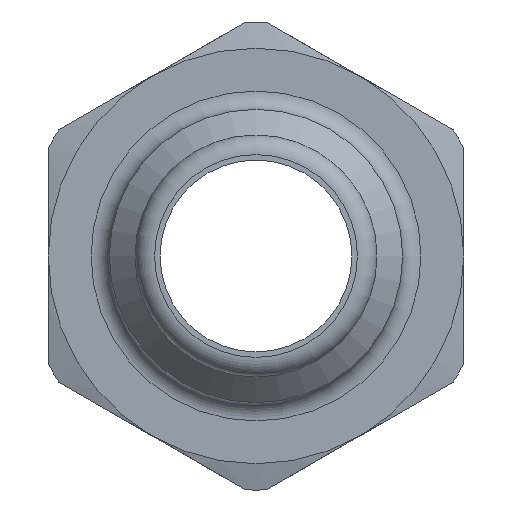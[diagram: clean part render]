
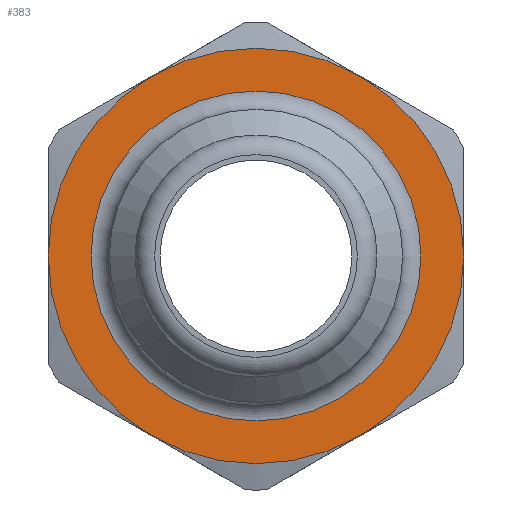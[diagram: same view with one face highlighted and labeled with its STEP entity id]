
A CAD part, left-side view. The second image highlights one B-rep face of the part: STEP entity #383.
In plain terms, the highlighted planar face has unit normal (-1, 0, 0).
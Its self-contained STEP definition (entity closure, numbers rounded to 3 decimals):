
#287=CARTESIAN_POINT('',(20.0,6.75,0.));
#288=VERTEX_POINT('',#287);
#289=CARTESIAN_POINT('',(20.0,0.0,0.0));
#290=DIRECTION('',(-1.0,0.0,0.0));
#291=DIRECTION('',(0.0,-1.0,0.0));
#292=AXIS2_PLACEMENT_3D('',#289,#290,#291);
#293=CIRCLE('',#292,6.75);
#294=EDGE_CURVE('',#288,#288,#293,.T.);
#319=CARTESIAN_POINT('',(20.0,7.25,0.0));
#320=DIRECTION('',(-1.0,0.0,0.0));
#321=DIRECTION('',(0.0,0.0,1.0));
#322=AXIS2_PLACEMENT_3D('',#319,#320,#321);
#323=PLANE('',#322);
#324=CARTESIAN_POINT('',(20.0,8.5,0.0));
#325=VERTEX_POINT('',#324);
#326=CARTESIAN_POINT('',(20.0,4.25,7.361));
#327=VERTEX_POINT('',#326);
#328=CARTESIAN_POINT('',(20.0,0.0,0.0));
#329=DIRECTION('',(1.0,0.0,0.0));
#330=DIRECTION('',(0.0,1.0,0.0));
#331=AXIS2_PLACEMENT_3D('',#328,#329,#330);
#332=CIRCLE('',#331,8.5);
#333=EDGE_CURVE('',#325,#327,#332,.T.);
#334=ORIENTED_EDGE('',*,*,#333,.F.);
#335=CARTESIAN_POINT('',(20.0,4.25,-7.361));
#336=VERTEX_POINT('',#335);
#337=CARTESIAN_POINT('',(20.0,0.0,0.0));
#338=DIRECTION('',(1.0,0.0,0.0));
#339=DIRECTION('',(0.0,1.0,0.0));
#340=AXIS2_PLACEMENT_3D('',#337,#338,#339);
#341=CIRCLE('',#340,8.5);
#342=EDGE_CURVE('',#336,#325,#341,.T.);
#343=ORIENTED_EDGE('',*,*,#342,.F.);
#344=CARTESIAN_POINT('',(20.0,-4.25,-7.361));
#345=VERTEX_POINT('',#344);
#346=CARTESIAN_POINT('',(20.0,0.0,0.0));
#347=DIRECTION('',(1.0,0.0,0.0));
#348=DIRECTION('',(0.0,1.0,0.0));
#349=AXIS2_PLACEMENT_3D('',#346,#347,#348);
#350=CIRCLE('',#349,8.5);
#351=EDGE_CURVE('',#345,#336,#350,.T.);
#352=ORIENTED_EDGE('',*,*,#351,.F.);
#353=CARTESIAN_POINT('',(20.0,-8.5,0.));
#354=VERTEX_POINT('',#353);
#355=CARTESIAN_POINT('',(20.0,0.0,0.0));
#356=DIRECTION('',(1.0,0.0,0.0));
#357=DIRECTION('',(0.0,1.0,0.0));
#358=AXIS2_PLACEMENT_3D('',#355,#356,#357);
#359=CIRCLE('',#358,8.5);
#360=EDGE_CURVE('',#354,#345,#359,.T.);
#361=ORIENTED_EDGE('',*,*,#360,.F.);
#362=CARTESIAN_POINT('',(20.0,-4.25,7.361));
#363=VERTEX_POINT('',#362);
#364=CARTESIAN_POINT('',(20.0,0.0,0.0));
#365=DIRECTION('',(1.0,0.0,0.0));
#366=DIRECTION('',(0.0,1.0,0.0));
#367=AXIS2_PLACEMENT_3D('',#364,#365,#366);
#368=CIRCLE('',#367,8.5);
#369=EDGE_CURVE('',#363,#354,#368,.T.);
#370=ORIENTED_EDGE('',*,*,#369,.F.);
#371=CARTESIAN_POINT('',(20.0,0.0,0.0));
#372=DIRECTION('',(1.0,0.0,0.0));
#373=DIRECTION('',(0.0,1.0,0.0));
#374=AXIS2_PLACEMENT_3D('',#371,#372,#373);
#375=CIRCLE('',#374,8.5);
#376=EDGE_CURVE('',#327,#363,#375,.T.);
#377=ORIENTED_EDGE('',*,*,#376,.F.);
#378=EDGE_LOOP('',(#334,#343,#352,#361,#370,#377));
#379=FACE_OUTER_BOUND('',#378,.T.);
#380=ORIENTED_EDGE('',*,*,#294,.F.);
#381=EDGE_LOOP('',(#380));
#382=FACE_BOUND('',#381,.T.);
#383=ADVANCED_FACE('',(#379,#382),#323,.T.);
